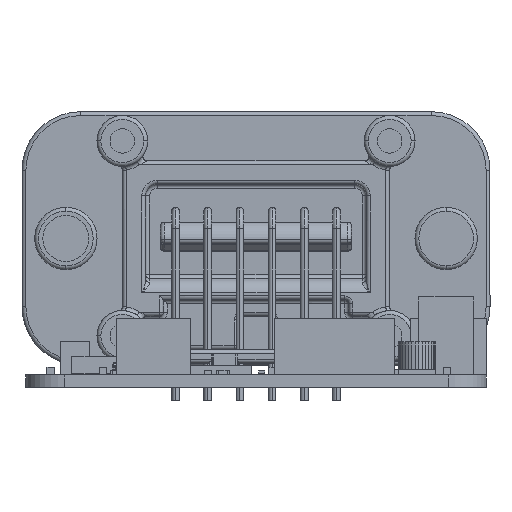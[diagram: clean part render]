
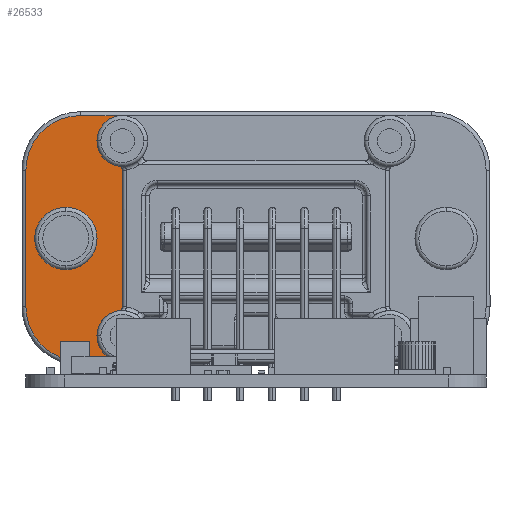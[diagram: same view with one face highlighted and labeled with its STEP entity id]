
A CAD part, left-side view. The second image highlights one B-rep face of the part: STEP entity #26533.
In plain terms, the highlighted face is planar.
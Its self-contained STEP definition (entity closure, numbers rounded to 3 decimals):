
#26505 = VERTEX_POINT('',#26506);
#26506 = CARTESIAN_POINT('',(29.972,8.89,-26.035));
#26515 = VERTEX_POINT('',#26516);
#26516 = CARTESIAN_POINT('',(29.972,-8.89,-26.035));
#26523 = EDGE_CURVE('',#26505,#26515,#26524,.T.);
#26524 = LINE('',#26525,#26526);
#26525 = CARTESIAN_POINT('',(29.972,8.89,-26.035));
#26526 = VECTOR('',#26527,1.);
#26527 = DIRECTION('',(0.,-1.,0.));
#26533 = ADVANCED_FACE('',(#26534,#26631),#26651,.F.);
#26534 = FACE_BOUND('',#26535,.F.);
#26535 = EDGE_LOOP('',(#26536,#26547,#26555,#26562,#26563,#26572,#26580,
    #26589,#26598,#26607,#26615,#26624));
#26536 = ORIENTED_EDGE('',*,*,#26537,.T.);
#26537 = EDGE_CURVE('',#26538,#26540,#26542,.T.);
#26538 = VERTEX_POINT('',#26539);
#26539 = CARTESIAN_POINT('',(20.714,-12.7,-26.035));
#26540 = VERTEX_POINT('',#26541);
#26541 = CARTESIAN_POINT('',(17.412,-16.002,-26.035));
#26542 = CIRCLE('',#26543,3.302);
#26543 = AXIS2_PLACEMENT_3D('',#26544,#26545,#26546);
#26544 = CARTESIAN_POINT('',(17.412,-12.7,-26.035));
#26545 = DIRECTION('',(0.,0.,-1.));
#26546 = DIRECTION('',(1.,0.,0.));
#26547 = ORIENTED_EDGE('',*,*,#26548,.F.);
#26548 = EDGE_CURVE('',#26549,#26540,#26551,.T.);
#26549 = VERTEX_POINT('',#26550);
#26550 = CARTESIAN_POINT('',(22.86,-16.002,-26.035));
#26551 = LINE('',#26552,#26553);
#26552 = CARTESIAN_POINT('',(22.86,-16.002,-26.035));
#26553 = VECTOR('',#26554,1.);
#26554 = DIRECTION('',(-1.,0.,0.));
#26555 = ORIENTED_EDGE('',*,*,#26556,.F.);
#26556 = EDGE_CURVE('',#26515,#26549,#26557,.T.);
#26557 = CIRCLE('',#26558,7.112);
#26558 = AXIS2_PLACEMENT_3D('',#26559,#26560,#26561);
#26559 = CARTESIAN_POINT('',(22.86,-8.89,-26.035));
#26560 = DIRECTION('',(0.,0.,-1.));
#26561 = DIRECTION('',(1.,0.,0.));
#26562 = ORIENTED_EDGE('',*,*,#26523,.F.);
#26563 = ORIENTED_EDGE('',*,*,#26564,.F.);
#26564 = EDGE_CURVE('',#26565,#26505,#26567,.T.);
#26565 = VERTEX_POINT('',#26566);
#26566 = CARTESIAN_POINT('',(22.86,16.002,-26.035));
#26567 = CIRCLE('',#26568,7.112);
#26568 = AXIS2_PLACEMENT_3D('',#26569,#26570,#26571);
#26569 = CARTESIAN_POINT('',(22.86,8.89,-26.035));
#26570 = DIRECTION('',(0.,0.,-1.));
#26571 = DIRECTION('',(0.,1.,0.));
#26572 = ORIENTED_EDGE('',*,*,#26573,.F.);
#26573 = EDGE_CURVE('',#26574,#26565,#26576,.T.);
#26574 = VERTEX_POINT('',#26575);
#26575 = CARTESIAN_POINT('',(17.412,16.002,-26.035));
#26576 = LINE('',#26577,#26578);
#26577 = CARTESIAN_POINT('',(17.412,16.002,-26.035));
#26578 = VECTOR('',#26579,1.);
#26579 = DIRECTION('',(1.,0.,0.));
#26580 = ORIENTED_EDGE('',*,*,#26581,.T.);
#26581 = EDGE_CURVE('',#26574,#26582,#26584,.T.);
#26582 = VERTEX_POINT('',#26583);
#26583 = CARTESIAN_POINT('',(20.714,12.7,-26.035));
#26584 = CIRCLE('',#26585,3.302);
#26585 = AXIS2_PLACEMENT_3D('',#26586,#26587,#26588);
#26586 = CARTESIAN_POINT('',(17.412,12.7,-26.035));
#26587 = DIRECTION('',(0.,0.,-1.));
#26588 = DIRECTION('',(0.,1.,0.));
#26589 = ORIENTED_EDGE('',*,*,#26590,.T.);
#26590 = EDGE_CURVE('',#26582,#26591,#26593,.T.);
#26591 = VERTEX_POINT('',#26592);
#26592 = CARTESIAN_POINT('',(17.852,9.427,-26.035));
#26593 = CIRCLE('',#26594,3.302);
#26594 = AXIS2_PLACEMENT_3D('',#26595,#26596,#26597);
#26595 = CARTESIAN_POINT('',(17.412,12.7,-26.035));
#26596 = DIRECTION('',(0.,0.,-1.));
#26597 = DIRECTION('',(1.,0.,0.));
#26598 = ORIENTED_EDGE('',*,*,#26599,.F.);
#26599 = EDGE_CURVE('',#26600,#26591,#26602,.T.);
#26600 = VERTEX_POINT('',#26601);
#26601 = CARTESIAN_POINT('',(17.412,8.924,-26.035));
#26602 = CIRCLE('',#26603,0.508);
#26603 = AXIS2_PLACEMENT_3D('',#26604,#26605,#26606);
#26604 = CARTESIAN_POINT('',(17.92,8.924,-26.035));
#26605 = DIRECTION('',(0.,0.,-1.));
#26606 = DIRECTION('',(-1.,0.,0.));
#26607 = ORIENTED_EDGE('',*,*,#26608,.T.);
#26608 = EDGE_CURVE('',#26600,#26609,#26611,.T.);
#26609 = VERTEX_POINT('',#26610);
#26610 = CARTESIAN_POINT('',(17.412,-8.924,-26.035));
#26611 = LINE('',#26612,#26613);
#26612 = CARTESIAN_POINT('',(17.412,8.924,-26.035));
#26613 = VECTOR('',#26614,1.);
#26614 = DIRECTION('',(0.,-1.,0.));
#26615 = ORIENTED_EDGE('',*,*,#26616,.F.);
#26616 = EDGE_CURVE('',#26617,#26609,#26619,.T.);
#26617 = VERTEX_POINT('',#26618);
#26618 = CARTESIAN_POINT('',(17.852,-9.427,-26.035));
#26619 = CIRCLE('',#26620,0.508);
#26620 = AXIS2_PLACEMENT_3D('',#26621,#26622,#26623);
#26621 = CARTESIAN_POINT('',(17.92,-8.924,-26.035));
#26622 = DIRECTION('',(0.,0.,-1.));
#26623 = DIRECTION('',(-0.133,-0.991,0.));
#26624 = ORIENTED_EDGE('',*,*,#26625,.T.);
#26625 = EDGE_CURVE('',#26617,#26538,#26626,.T.);
#26626 = CIRCLE('',#26627,3.302);
#26627 = AXIS2_PLACEMENT_3D('',#26628,#26629,#26630);
#26628 = CARTESIAN_POINT('',(17.412,-12.7,-26.035));
#26629 = DIRECTION('',(0.,0.,-1.));
#26630 = DIRECTION('',(0.133,0.991,0.));
#26631 = FACE_BOUND('',#26632,.F.);
#26632 = EDGE_LOOP('',(#26633,#26644));
#26633 = ORIENTED_EDGE('',*,*,#26634,.T.);
#26634 = EDGE_CURVE('',#26635,#26637,#26639,.T.);
#26635 = VERTEX_POINT('',#26636);
#26636 = CARTESIAN_POINT('',(24.765,-4.064,-26.035));
#26637 = VERTEX_POINT('',#26638);
#26638 = CARTESIAN_POINT('',(24.765,4.064,-26.035));
#26639 = CIRCLE('',#26640,4.064);
#26640 = AXIS2_PLACEMENT_3D('',#26641,#26642,#26643);
#26641 = CARTESIAN_POINT('',(24.765,0.,-26.035));
#26642 = DIRECTION('',(0.,0.,-1.));
#26643 = DIRECTION('',(0.,-1.,0.));
#26644 = ORIENTED_EDGE('',*,*,#26645,.T.);
#26645 = EDGE_CURVE('',#26637,#26635,#26646,.T.);
#26646 = CIRCLE('',#26647,4.064);
#26647 = AXIS2_PLACEMENT_3D('',#26648,#26649,#26650);
#26648 = CARTESIAN_POINT('',(24.765,0.,-26.035));
#26649 = DIRECTION('',(0.,0.,-1.));
#26650 = DIRECTION('',(0.,1.,0.));
#26651 = PLANE('',#26652);
#26652 = AXIS2_PLACEMENT_3D('',#26653,#26654,#26655);
#26653 = CARTESIAN_POINT('',(0.,0.,-26.035));
#26654 = DIRECTION('',(0.,0.,1.));
#26655 = DIRECTION('',(1.,0.,0.));
